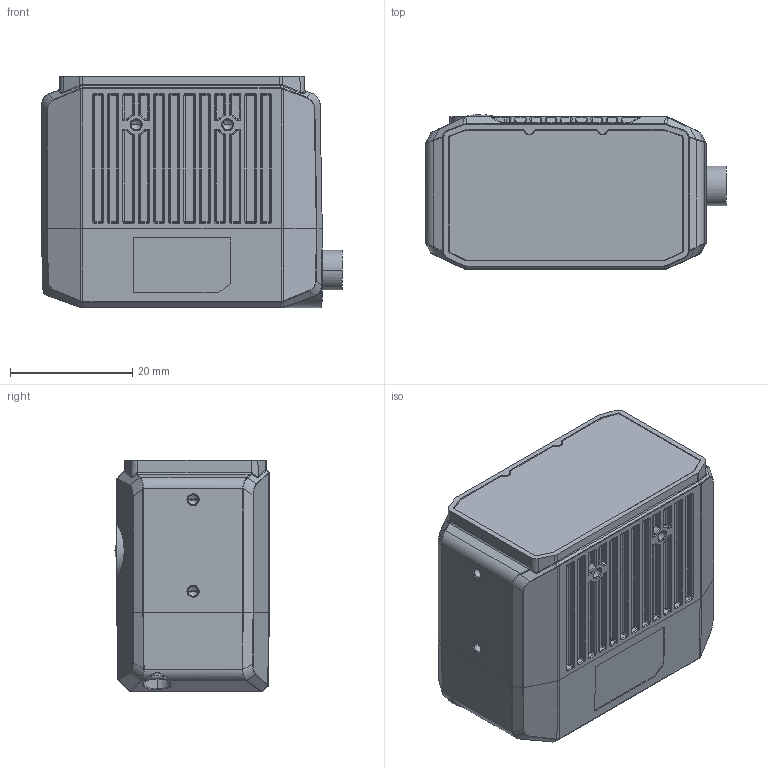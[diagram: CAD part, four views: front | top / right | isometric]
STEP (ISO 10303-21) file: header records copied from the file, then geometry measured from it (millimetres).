
FILE_DESCRIPTION((''),'2;1');
FILE_NAME('ID2000-3D','2020-06-19T14:41:43',('wanggangqiang'),(''),'CREO PARAMETRIC BY PTC INC, 2017260','CREO PARAMETRIC BY PTC INC, 2017260','');
FILE_SCHEMA(('CONFIG_CONTROL_DESIGN'));
Products named in the file (1): ID2000-3D
Bounding box: 49.3 x 25.35 x 38 mm (x, y, z)
Volume: 39539.1 mm3; surface area: 10223 mm2
Topology: 2 solids, 15 shells, 1629 faces, 3970 edges, 2393 vertices
Faces by surface type: cylinder 558, plane 423, bspline 342, cone 147, torus 136, sphere 13, extrusion 10
Entity records: 62109 total; most frequent: CARTESIAN_POINT 26193, ORIENTED_EDGE 7898, DIRECTION 7007, EDGE_CURVE 3957, AXIS2_PLACEMENT_3D 2675, VERTEX_POINT 2393, EDGE_LOOP 1682, VECTOR 1657
